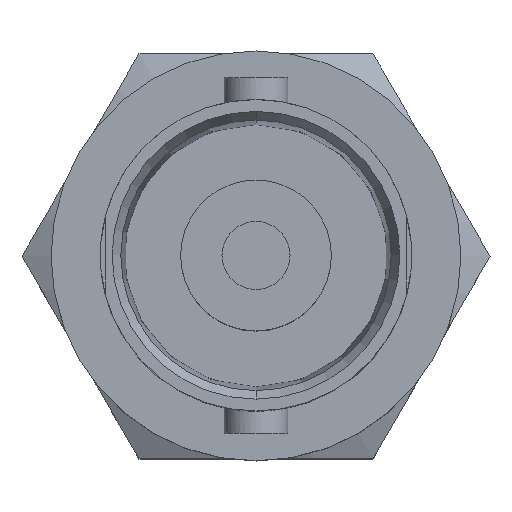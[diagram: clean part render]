
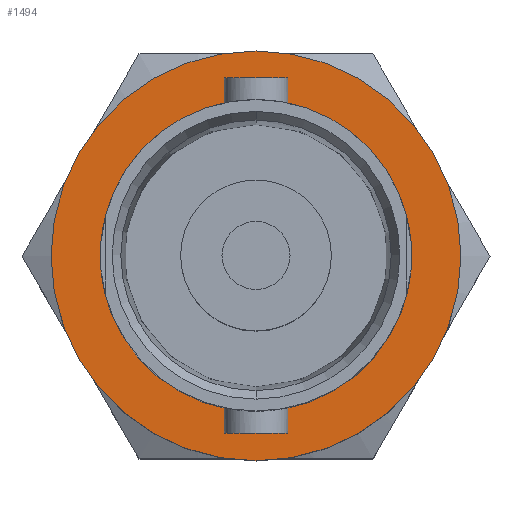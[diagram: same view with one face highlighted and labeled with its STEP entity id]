
A CAD part, top view. The second image highlights one B-rep face of the part: STEP entity #1494.
In plain terms, the highlighted planar face has unit normal (0, 0, 1).
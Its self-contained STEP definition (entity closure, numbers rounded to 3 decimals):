
#375=CARTESIAN_POINT('',(0.,0.,-10.795));
#376=DIRECTION('',(0.,0.,-1.));
#377=DIRECTION('',(0.,-1.,0.));
#378=AXIS2_PLACEMENT_3D('',#375,#376,#377);
#380=CARTESIAN_POINT('',(0.,0.,-10.795));
#381=DIRECTION('',(0.,0.,1.));
#382=DIRECTION('',(0.,-1.,0.));
#383=AXIS2_PLACEMENT_3D('',#380,#381,#382);
#385=CARTESIAN_POINT('',(0.,0.,-10.795));
#386=DIRECTION('',(0.,0.,-1.));
#387=DIRECTION('',(0.,-1.,0.));
#388=AXIS2_PLACEMENT_3D('',#385,#386,#387);
#390=CARTESIAN_POINT('',(0.,0.,-10.795));
#391=DIRECTION('',(0.,0.,1.));
#392=DIRECTION('',(0.,-1.,0.));
#393=AXIS2_PLACEMENT_3D('',#390,#391,#392);
#946=CARTESIAN_POINT('',(0.,-6.35,-10.795));
#948=VERTEX_POINT('',#946);
#954=CARTESIAN_POINT('',(0.,6.35,-10.795));
#956=VERTEX_POINT('',#954);
#962=CARTESIAN_POINT('',(0.,-4.826,-10.795));
#963=CARTESIAN_POINT('',(0.,4.826,-10.795));
#964=VERTEX_POINT('',#962);
#965=VERTEX_POINT('',#963);
#1479=CARTESIAN_POINT('',(0.,0.,-10.795));
#1480=DIRECTION('',(0.,0.,1.));
#1481=DIRECTION('',(0.,1.,0.));
#1482=AXIS2_PLACEMENT_3D('',#1479,#1480,#1481);
#1483=PLANE('',#1482);
#1484=ORIENTED_EDGE('',*,*,#1472,.F.);
#1485=ORIENTED_EDGE('',*,*,#1461,.T.);
#1486=EDGE_LOOP('',(#1484,#1485));
#1487=FACE_OUTER_BOUND('',#1486,.F.);
#1489=ORIENTED_EDGE('',*,*,#1488,.F.);
#1491=ORIENTED_EDGE('',*,*,#1490,.T.);
#1492=EDGE_LOOP('',(#1489,#1491));
#1493=FACE_BOUND('',#1492,.F.);
#1494=ADVANCED_FACE('',(#1487,#1493),#1483,.T.);
#379=CIRCLE('',#378,6.35);
#384=CIRCLE('',#383,6.35);
#389=CIRCLE('',#388,4.826);
#394=CIRCLE('',#393,4.826);
#1461=EDGE_CURVE('',#948,#956,#379,.T.);
#1472=EDGE_CURVE('',#948,#956,#384,.T.);
#1488=EDGE_CURVE('',#964,#965,#389,.T.);
#1490=EDGE_CURVE('',#964,#965,#394,.T.);
